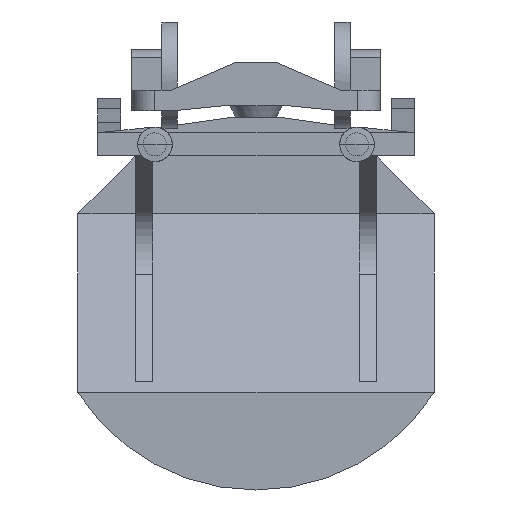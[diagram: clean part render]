
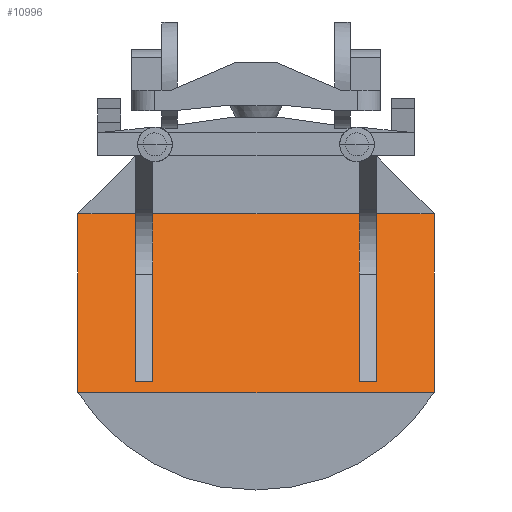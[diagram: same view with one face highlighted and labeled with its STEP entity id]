
A CAD part, left-side view. The second image highlights one B-rep face of the part: STEP entity #10996.
In plain terms, the highlighted planar face has unit normal (-0.643, 0, 0.766).
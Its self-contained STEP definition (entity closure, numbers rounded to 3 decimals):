
#258 = EDGE_CURVE ( 'NONE', #13497, #6950, #4101, .T. ) ;
#552 = ORIENTED_EDGE ( 'NONE', *, *, #8265, .F. ) ;
#627 = B_SPLINE_CURVE_WITH_KNOTS ( 'NONE', 3,
 ( #10444, #11398, #12761, #15237 ),
 .UNSPECIFIED., .F., .F.,
 ( 4, 4 ),
 ( 0., 1. ),
 .UNSPECIFIED. ) ;
#692 = ORIENTED_EDGE ( 'NONE', *, *, #9386, .F. ) ;
#722 = CARTESIAN_POINT ( 'NONE',  ( -12332.782, 893., -1660. ) ) ;
#753 = EDGE_CURVE ( 'NONE', #9086, #7161, #7700, .T. ) ;
#799 = CARTESIAN_POINT ( 'NONE',  ( -14065.093, -993., -3113.582 ) ) ;
#981 = CARTESIAN_POINT ( 'NONE',  ( -12332.782, 297.667, -1660. ) ) ;
#1095 = CARTESIAN_POINT ( 'NONE',  ( -14180., -1543., -3210. ) ) ;
#1158 = CARTESIAN_POINT ( 'NONE',  ( -12332.782, -893., -1660. ) ) ;
#1292 = ORIENTED_EDGE ( 'NONE', *, *, #4267, .F. ) ;
#1317 = CARTESIAN_POINT ( 'NONE',  ( -14065.093, 1043., -3113.582 ) ) ;
#1397 = CARTESIAN_POINT ( 'NONE',  ( -12910.219, -893., -2144.527 ) ) ;
#1507 = B_SPLINE_CURVE_WITH_KNOTS ( 'NONE', 3,
 ( #8332, #5772, #9393, #7116 ),
 .UNSPECIFIED., .F., .F.,
 ( 4, 4 ),
 ( 0., 1. ),
 .UNSPECIFIED. ) ;
#1886 = ORIENTED_EDGE ( 'NONE', *, *, #15929, .F. ) ;
#2302 = B_SPLINE_CURVE_WITH_KNOTS ( 'NONE', 3,
 ( #1158, #1397, #12161, #13532 ),
 .UNSPECIFIED., .F., .F.,
 ( 4, 4 ),
 ( 0., 1. ),
 .UNSPECIFIED. ) ;
#2431 = CARTESIAN_POINT ( 'NONE',  ( -13487.656, -1043., -2629.055 ) ) ;
#2433 = VERTEX_POINT ( 'NONE', #6898 ) ;
#2452 = DIRECTION ( 'NONE',  ( 0., -1., 0. ) ) ;
#2772 = CARTESIAN_POINT ( 'NONE',  ( -12332.782, -1376.333, -1660. ) ) ;
#2804 = CARTESIAN_POINT ( 'NONE',  ( -14065.093, 893., -3113.582 ) ) ;
#2947 = CARTESIAN_POINT ( 'NONE',  ( -12332.782, 1043., -1660. ) ) ;
#2983 = ORIENTED_EDGE ( 'NONE', *, *, #753, .F. ) ;
#3362 = CARTESIAN_POINT ( 'NONE',  ( -14180., 1543., -3210. ) ) ;
#3411 = B_SPLINE_CURVE_WITH_KNOTS ( 'NONE', 3,
 ( #13269, #981, #15349, #14318 ),
 .UNSPECIFIED., .F., .F.,
 ( 4, 4 ),
 ( 0., 1. ),
 .UNSPECIFIED. ) ;
#3498 = ORIENTED_EDGE ( 'NONE', *, *, #258, .T. ) ;
#3593 = ORIENTED_EDGE ( 'NONE', *, *, #5426, .F. ) ;
#3687 = CARTESIAN_POINT ( 'NONE',  ( -12332.782, -1543., -1660. ) ) ;
#3785 = CARTESIAN_POINT ( 'NONE',  ( -12332.782, 1209.667, -1660. ) ) ;
#4101 = B_SPLINE_CURVE_WITH_KNOTS ( 'NONE', 3,
 ( #3362, #12329, #13461, #1095 ),
 .UNSPECIFIED., .F., .F.,
 ( 4, 4 ),
 ( 0., 1. ),
 .UNSPECIFIED. ) ;
#4206 = CARTESIAN_POINT ( 'NONE',  ( -12332.782, -1043., -1660. ) ) ;
#4267 = EDGE_CURVE ( 'NONE', #2433, #6950, #7679, .T. ) ;
#4856 = CARTESIAN_POINT ( 'NONE',  ( -14180., -1543., -3210. ) ) ;
#5092 = CARTESIAN_POINT ( 'NONE',  ( -13564.261, -1543., -2693.333 ) ) ;
#5426 = EDGE_CURVE ( 'NONE', #11443, #5782, #3411, .T. ) ;
#5765 = CARTESIAN_POINT ( 'NONE',  ( -14065.093, -1043., -3113.582 ) ) ;
#5772 = CARTESIAN_POINT ( 'NONE',  ( -13564.261, 1543., -2693.333 ) ) ;
#5782 = VERTEX_POINT ( 'NONE', #7664 ) ;
#5841 = EDGE_CURVE ( 'NONE', #7161, #2433, #8506, .T. ) ;
#6134 = CARTESIAN_POINT ( 'NONE',  ( -14065.093, 943., -3113.582 ) ) ;
#6339 = CARTESIAN_POINT ( 'NONE',  ( -14065.093, -1043., -3113.582 ) ) ;
#6373 = ORIENTED_EDGE ( 'NONE', *, *, #7685, .F. ) ;
#6461 = AXIS2_PLACEMENT_3D ( 'NONE', #15924, #7235, #2452 ) ;
#6735 = CARTESIAN_POINT ( 'NONE',  ( -12332.782, 1543., -1660. ) ) ;
#6898 = CARTESIAN_POINT ( 'NONE',  ( -12332.782, -1543., -1660. ) ) ;
#6950 = VERTEX_POINT ( 'NONE', #11486 ) ;
#7116 = CARTESIAN_POINT ( 'NONE',  ( -12332.782, 1543., -1660. ) ) ;
#7127 = VERTEX_POINT ( 'NONE', #14798 ) ;
#7161 = VERTEX_POINT ( 'NONE', #13530 ) ;
#7235 = DIRECTION ( 'NONE',  ( 0.643, 0., -0.766 ) ) ;
#7664 = CARTESIAN_POINT ( 'NONE',  ( -12332.782, -893., -1660. ) ) ;
#7679 = B_SPLINE_CURVE_WITH_KNOTS ( 'NONE', 3,
 ( #3687, #13613, #5092, #4856 ),
 .UNSPECIFIED., .F., .F.,
 ( 4, 4 ),
 ( 0., 1. ),
 .UNSPECIFIED. ) ;
#7685 = EDGE_CURVE ( 'NONE', #7705, #11443, #627, .T. ) ;
#7700 = B_SPLINE_CURVE_WITH_KNOTS ( 'NONE', 3,
 ( #13967, #2431, #11566, #4206 ),
 .UNSPECIFIED., .F., .F.,
 ( 4, 4 ),
 ( 0., 1. ),
 .UNSPECIFIED. ) ;
#7705 = VERTEX_POINT ( 'NONE', #2804 ) ;
#8078 = CARTESIAN_POINT ( 'NONE',  ( -14180., 1543., -3210. ) ) ;
#8265 = EDGE_CURVE ( 'NONE', #9855, #15004, #9677, .T. ) ;
#8332 = CARTESIAN_POINT ( 'NONE',  ( -14180., 1543., -3210. ) ) ;
#8506 = B_SPLINE_CURVE_WITH_KNOTS ( 'NONE', 3,
 ( #12804, #11452, #2772, #9194 ),
 .UNSPECIFIED., .F., .F.,
 ( 4, 4 ),
 ( 0., 1. ),
 .UNSPECIFIED. ) ;
#8691 = ORIENTED_EDGE ( 'NONE', *, *, #10451, .F. ) ;
#8875 = EDGE_CURVE ( 'NONE', #15004, #7705, #11273, .T. ) ;
#9086 = VERTEX_POINT ( 'NONE', #6339 ) ;
#9194 = CARTESIAN_POINT ( 'NONE',  ( -12332.782, -1543., -1660. ) ) ;
#9386 = EDGE_CURVE ( 'NONE', #12288, #9855, #11680, .T. ) ;
#9393 = CARTESIAN_POINT ( 'NONE',  ( -12948.521, 1543., -2176.667 ) ) ;
#9677 = B_SPLINE_CURVE_WITH_KNOTS ( 'NONE', 3,
 ( #13258, #10858, #15735, #9716 ),
 .UNSPECIFIED., .F., .F.,
 ( 4, 4 ),
 ( 0., 1. ),
 .UNSPECIFIED. ) ;
#9716 = CARTESIAN_POINT ( 'NONE',  ( -14065.093, 1043., -3113.582 ) ) ;
#9768 = CARTESIAN_POINT ( 'NONE',  ( -14065.093, 1043., -3113.582 ) ) ;
#9855 = VERTEX_POINT ( 'NONE', #2947 ) ;
#9940 = CARTESIAN_POINT ( 'NONE',  ( -12332.782, 1543., -1660. ) ) ;
#10147 = ORIENTED_EDGE ( 'NONE', *, *, #15247, .F. ) ;
#10444 = CARTESIAN_POINT ( 'NONE',  ( -14065.093, 893., -3113.582 ) ) ;
#10451 = EDGE_CURVE ( 'NONE', #13497, #12288, #1507, .T. ) ;
#10858 = CARTESIAN_POINT ( 'NONE',  ( -12910.219, 1043., -2144.527 ) ) ;
#10892 = PLANE ( 'NONE',  #6461 ) ;
#10996 = ADVANCED_FACE ( 'NONE', ( #12083 ), #10892, .F. ) ;
#11058 = CARTESIAN_POINT ( 'NONE',  ( -14065.093, 893., -3113.582 ) ) ;
#11273 = B_SPLINE_CURVE_WITH_KNOTS ( 'NONE', 3,
 ( #1317, #11368, #6134, #11058 ),
 .UNSPECIFIED., .F., .F.,
 ( 4, 4 ),
 ( 0., 1. ),
 .UNSPECIFIED. ) ;
#11368 = CARTESIAN_POINT ( 'NONE',  ( -14065.093, 993., -3113.582 ) ) ;
#11398 = CARTESIAN_POINT ( 'NONE',  ( -13487.656, 893., -2629.055 ) ) ;
#11443 = VERTEX_POINT ( 'NONE', #722 ) ;
#11452 = CARTESIAN_POINT ( 'NONE',  ( -12332.782, -1209.667, -1660. ) ) ;
#11486 = CARTESIAN_POINT ( 'NONE',  ( -14180., -1543., -3210. ) ) ;
#11566 = CARTESIAN_POINT ( 'NONE',  ( -12910.219, -1043., -2144.527 ) ) ;
#11632 = ORIENTED_EDGE ( 'NONE', *, *, #5841, .F. ) ;
#11680 = B_SPLINE_CURVE_WITH_KNOTS ( 'NONE', 3,
 ( #9940, #14825, #3785, #13716 ),
 .UNSPECIFIED., .F., .F.,
 ( 4, 4 ),
 ( 0., 1. ),
 .UNSPECIFIED. ) ;
#11873 = CARTESIAN_POINT ( 'NONE',  ( -14065.093, -943., -3113.582 ) ) ;
#12083 = FACE_OUTER_BOUND ( 'NONE', #13743, .T. ) ;
#12161 = CARTESIAN_POINT ( 'NONE',  ( -13487.656, -893., -2629.055 ) ) ;
#12204 = ORIENTED_EDGE ( 'NONE', *, *, #8875, .F. ) ;
#12288 = VERTEX_POINT ( 'NONE', #6735 ) ;
#12329 = CARTESIAN_POINT ( 'NONE',  ( -14180., 514.333, -3210. ) ) ;
#12761 = CARTESIAN_POINT ( 'NONE',  ( -12910.219, 893., -2144.527 ) ) ;
#12804 = CARTESIAN_POINT ( 'NONE',  ( -12332.782, -1043., -1660. ) ) ;
#13258 = CARTESIAN_POINT ( 'NONE',  ( -12332.782, 1043., -1660. ) ) ;
#13269 = CARTESIAN_POINT ( 'NONE',  ( -12332.782, 893., -1660. ) ) ;
#13461 = CARTESIAN_POINT ( 'NONE',  ( -14180., -514.333, -3210. ) ) ;
#13497 = VERTEX_POINT ( 'NONE', #8078 ) ;
#13530 = CARTESIAN_POINT ( 'NONE',  ( -12332.782, -1043., -1660. ) ) ;
#13532 = CARTESIAN_POINT ( 'NONE',  ( -14065.093, -893., -3113.582 ) ) ;
#13613 = CARTESIAN_POINT ( 'NONE',  ( -12948.521, -1543., -2176.667 ) ) ;
#13716 = CARTESIAN_POINT ( 'NONE',  ( -12332.782, 1043., -1660. ) ) ;
#13743 = EDGE_LOOP ( 'NONE', ( #10147, #3593, #6373, #12204, #552, #692, #8691, #3498, #1292, #11632, #2983, #1886 ) ) ;
#13967 = CARTESIAN_POINT ( 'NONE',  ( -14065.093, -1043., -3113.582 ) ) ;
#14318 = CARTESIAN_POINT ( 'NONE',  ( -12332.782, -893., -1660. ) ) ;
#14798 = CARTESIAN_POINT ( 'NONE',  ( -14065.093, -893., -3113.582 ) ) ;
#14825 = CARTESIAN_POINT ( 'NONE',  ( -12332.782, 1376.333, -1660. ) ) ;
#15004 = VERTEX_POINT ( 'NONE', #9768 ) ;
#15237 = CARTESIAN_POINT ( 'NONE',  ( -12332.782, 893., -1660. ) ) ;
#15247 = EDGE_CURVE ( 'NONE', #5782, #7127, #2302, .T. ) ;
#15349 = CARTESIAN_POINT ( 'NONE',  ( -12332.782, -297.667, -1660. ) ) ;
#15564 = B_SPLINE_CURVE_WITH_KNOTS ( 'NONE', 3,
 ( #15720, #11873, #799, #5765 ),
 .UNSPECIFIED., .F., .F.,
 ( 4, 4 ),
 ( 0., 1. ),
 .UNSPECIFIED. ) ;
#15720 = CARTESIAN_POINT ( 'NONE',  ( -14065.093, -893., -3113.582 ) ) ;
#15735 = CARTESIAN_POINT ( 'NONE',  ( -13487.656, 1043., -2629.055 ) ) ;
#15924 = CARTESIAN_POINT ( 'NONE',  ( -14180., -1543., -3210. ) ) ;
#15929 = EDGE_CURVE ( 'NONE', #7127, #9086, #15564, .T. ) ;
